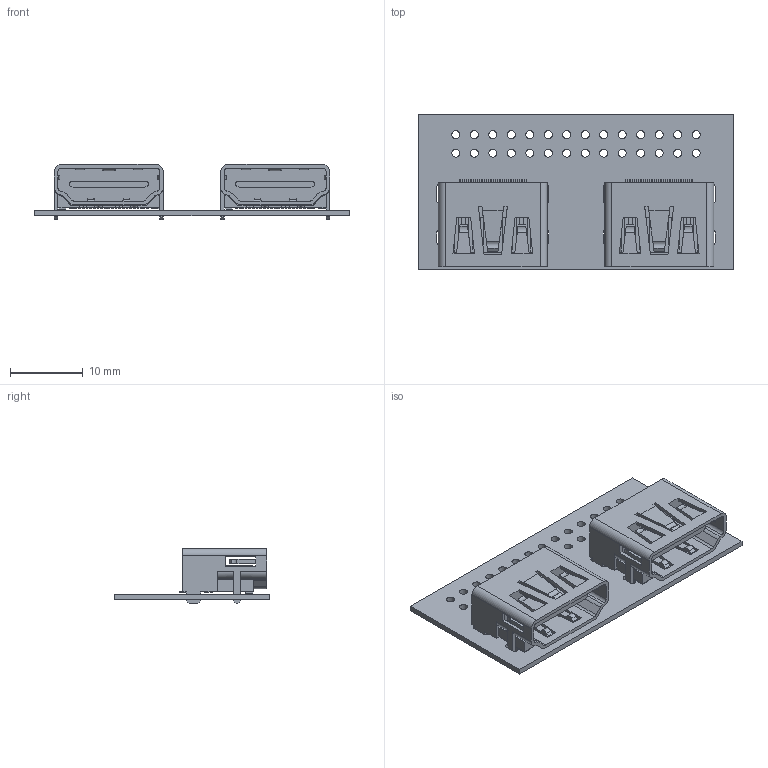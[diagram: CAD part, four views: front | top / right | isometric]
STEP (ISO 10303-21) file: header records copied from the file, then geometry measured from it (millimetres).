
FILE_DESCRIPTION(('Open CASCADE Model'),'2;1');
FILE_NAME('Open CASCADE Shape Model','2020-11-05T17:26:46',('Author'),( 'Open CASCADE'),'Open CASCADE STEP processor 6.8','Open CASCADE 6.8' ,'Unknown');
FILE_SCHEMA(('AUTOMOTIVE_DESIGN { 1 0 10303 214 1 1 1 1 }'));
Length unit declared in the file: millimetre
Products named in the file (6): PCB; Board; Open CASCADE STEP translator 6.8 1.1.1; J7; c-1747981-2-j-3d; J8
Assembly tree (6 placements, depth 3):
  PCB
    Board
      Open CASCADE STEP translator 6.8 1.1.1
    J7
      c-1747981-2-j-3d
    J8
      c-1747981-2-j-3d
Bounding box: 43.18 x 21.34 x 7.58 mm (x, y, z)
Volume: 1870.4 mm3; surface area: 4317.4 mm2
Topology: 3 solids, 3 shells, 1070 faces, 3002 edges, 1984 vertices
Faces by surface type: plane 794, cylinder 276
Full cylindrical faces by diameter (mm): 1.1 x28
Entity records: 18593 total; most frequent: CARTESIAN_POINT 3384, ORIENTED_EDGE 3194, DIRECTION 3015, EDGE_CURVE 1597, LINE 1273, VECTOR 1273, VERTEX_POINT 1056, AXIS2_PLACEMENT_3D 871
